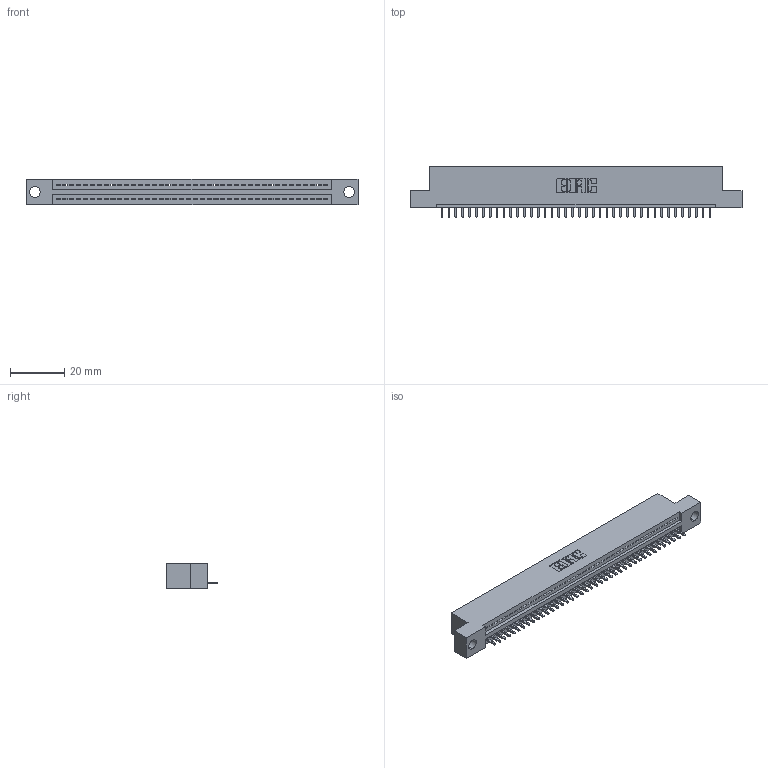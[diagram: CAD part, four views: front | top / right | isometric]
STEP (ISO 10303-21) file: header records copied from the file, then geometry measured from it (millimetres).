
FILE_DESCRIPTION (( 'STEP AP203' ), '1' );
FILE_NAME ('345-040-521-104.STEP', '2018-09-05T01:20:01', ( '' ), ( '' ), 'SwSTEP 2.0', 'SolidWorks 2016', '' );
FILE_SCHEMA (( 'CONFIG_CONTROL_DESIGN' ));
Length unit declared in the file: inch
Products named in the file (3): 345-040-521-104; 345 Part_Flush Mounting Lugs - 0.156 Dia-TH; 345-292-001_345-293-121
Assembly tree (41 placements, depth 2):
  345-040-521-104
    345 Part_Flush Mounting Lugs - 0.156 Dia-TH
    345-292-001_345-293-121  x40
Bounding box: 122.81 x 18.72 x 9.4 mm (x, y, z)
Volume: 11446.5 mm3; surface area: 14547.8 mm2
Topology: 41 solids, 41 shells, 2446 faces, 7381 edges, 4866 vertices
Faces by surface type: plane 1680, cylinder 766
Entity records: 30395 total; most frequent: CARTESIAN_POINT 5272, ORIENTED_EDGE 5246, DIRECTION 4607, EDGE_CURVE 2623, LINE 2331, VECTOR 2331, VERTEX_POINT 1746, AXIS2_PLACEMENT_3D 1138
